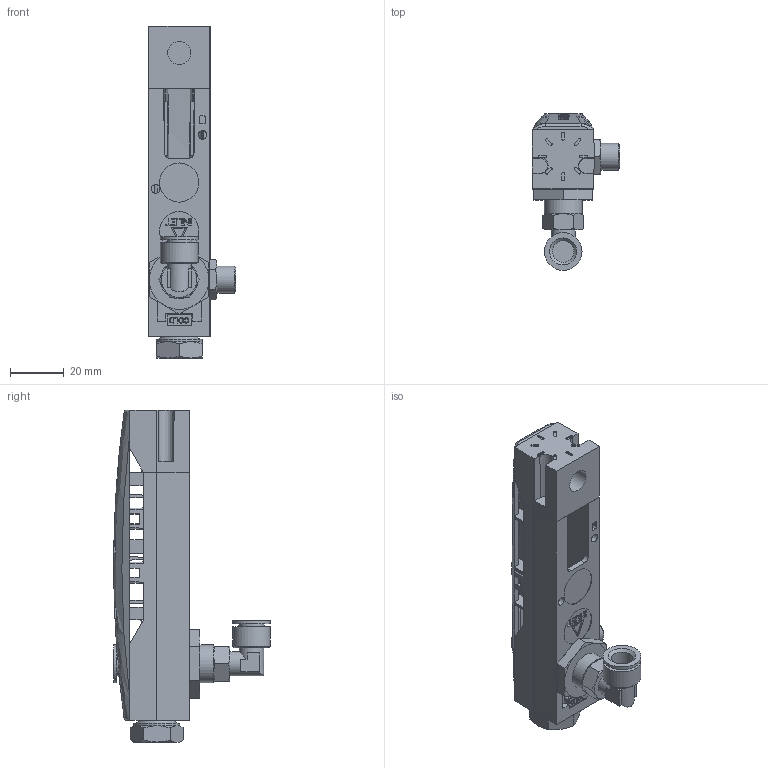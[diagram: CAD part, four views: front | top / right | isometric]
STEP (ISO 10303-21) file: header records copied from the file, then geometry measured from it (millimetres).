
FILE_DESCRIPTION( ( 'Unknown' ), '1' );
FILE_NAME( 'VR100.stp', 'Unknown', ( 'Unknown' ), ( 'Unknown' ), 'PSStep 11.0', 'Unknown', ' ' );
FILE_SCHEMA( ( 'AUTOMOTIVE_DESIGN { 1 0 10303 214 1 1 1 1 }' ) );
Length unit declared in the file: millimetre
Products named in the file (11): Assem1; CORPO VR01; RACCORDO VR06; CORPO 2 VR05; RACC ENTR VR09; VR11-100S; L56100818
Bounding box: 32.5 x 58.1 x 123 mm (x, y, z)
Volume: 98611.3 mm3; surface area: 58023.4 mm2
Topology: 20 solids, 20 shells, 1506 faces, 3928 edges, 2568 vertices
Faces by surface type: plane 900, cylinder 302, bspline 194, cone 96, extrusion 12, torus 2
Full cylindrical faces by diameter (mm): 3.2 x6, 5 x2, 8 x2, 8.566 x12, 9 x4, 9.282 x2, 10 x2, 13.5 x2, 14 x6, 14.5 x4, 17 x2
Entity records: 32030 total; most frequent: CARTESIAN_POINT 10482, ORIENTED_EDGE 3824, DIRECTION 2929, EDGE_CURVE 1912, VERTEX_POINT 1271, AXIS2_PLACEMENT_3D 982, VECTOR 965, LINE 959
